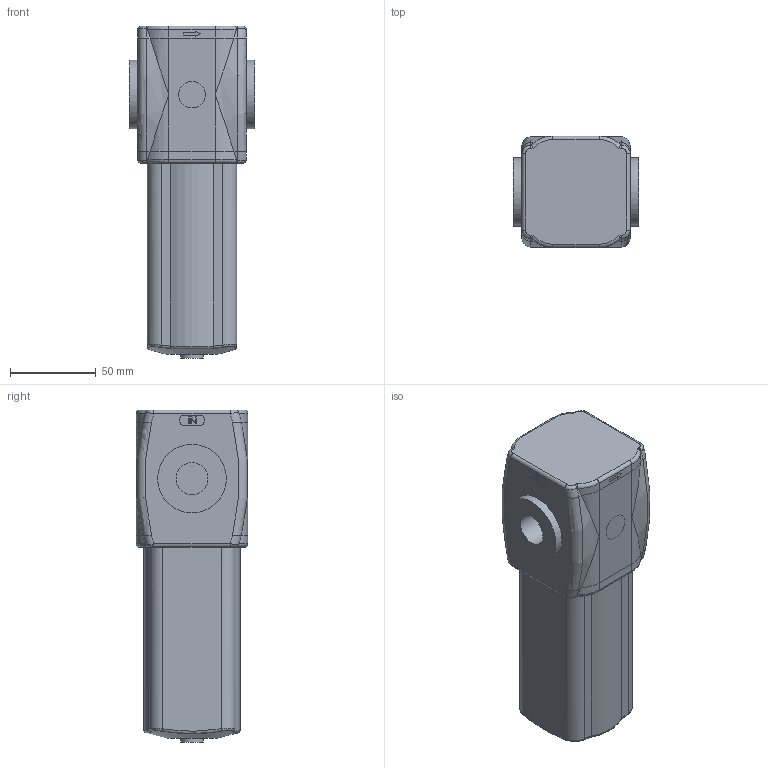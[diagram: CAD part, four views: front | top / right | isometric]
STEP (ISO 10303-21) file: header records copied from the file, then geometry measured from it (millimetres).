
FILE_DESCRIPTION((''),'2;1');
FILE_NAME('#173BF#S.ipt.step','2010-08-25T14:09:44',(''),(''),'Autodesk Inventor 2010','Autodesk Inventor 2010','');
FILE_SCHEMA(('AUTOMOTIVE_DESIGN { 1 0 10303 214 1 1 1 1 }'));
Length unit declared in the file: millimetre
Products named in the file (1): #173BF#S
Bounding box: 73 x 65 x 193.45 mm (x, y, z)
Volume: 612361.2 mm3; surface area: 50872.9 mm2
Topology: 1 solids, 1 shells, 204 faces, 488 edges, 306 vertices
Faces by surface type: bspline 72, plane 65, cylinder 44, torus 22, cone 1
Full cylindrical faces by diameter (mm): 13 x1, 23.8 x1, 28.8 x1, 40 x1
Entity records: 7014 total; most frequent: CARTESIAN_POINT 2621, ORIENTED_EDGE 958, DIRECTION 760, EDGE_CURVE 479, VERTEX_POINT 305, AXIS2_PLACEMENT_3D 256, VECTOR 248, LINE 248
